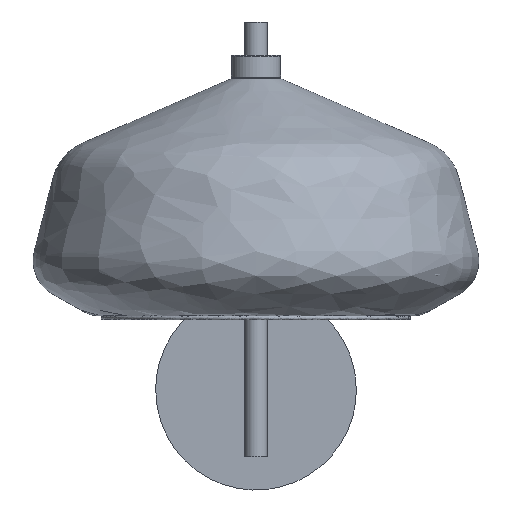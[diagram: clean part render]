
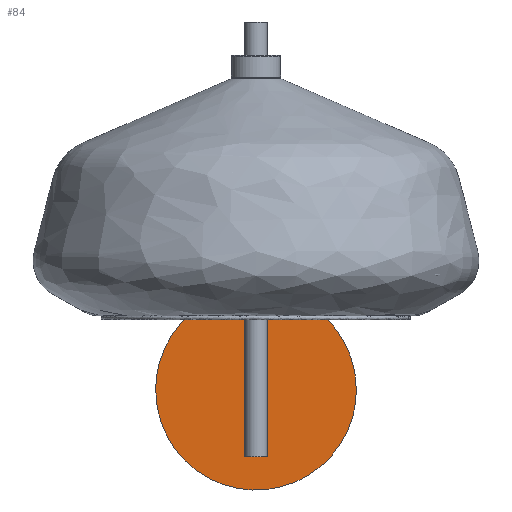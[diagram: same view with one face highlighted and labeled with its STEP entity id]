
A CAD part, front view. The second image highlights one B-rep face of the part: STEP entity #84.
In plain terms, the highlighted planar face has unit normal (0, -1, 0).
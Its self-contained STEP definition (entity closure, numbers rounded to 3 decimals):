
#84=ADVANCED_FACE('',(#131),#606,.T.);
#131=FACE_OUTER_BOUND('',#178,.T.);
#178=EDGE_LOOP('',(#229,#230));
#229=ORIENTED_EDGE('',*,*,#397,.T.);
#230=ORIENTED_EDGE('',*,*,#400,.T.);
#397=EDGE_CURVE('',#552,#554,#489,.T.);
#400=EDGE_CURVE('',#554,#552,#492,.T.);
#489=(
BOUNDED_CURVE()
B_SPLINE_CURVE(2,(#780,#781,#782,#783,#784),.UNSPECIFIED.,.F.,.F.)
B_SPLINE_CURVE_WITH_KNOTS((3,2,3),(0.,70.686,141.372),
 .UNSPECIFIED.)
CURVE()
GEOMETRIC_REPRESENTATION_ITEM()
RATIONAL_B_SPLINE_CURVE((1.,0.707,1.,0.707,1.))
REPRESENTATION_ITEM('')
);
#492=(
BOUNDED_CURVE()
B_SPLINE_CURVE(2,(#792,#793,#794,#795,#796),.UNSPECIFIED.,.F.,.F.)
B_SPLINE_CURVE_WITH_KNOTS((3,2,3),(141.372,212.058,282.743),
 .UNSPECIFIED.)
CURVE()
GEOMETRIC_REPRESENTATION_ITEM()
RATIONAL_B_SPLINE_CURVE((1.,0.707,1.,0.707,1.))
REPRESENTATION_ITEM('')
);
#552=VERTEX_POINT('',#770);
#554=VERTEX_POINT('',#772);
#606=PLANE('',#716);
#716=AXIS2_PLACEMENT_3D('',#767,#741,$);
#741=DIRECTION('',(0.,-1.,0.));
#767=CARTESIAN_POINT('',(-1204.999,105.,304.397));
#770=CARTESIAN_POINT('',(-1103.749,105.,360.647));
#772=CARTESIAN_POINT('',(-1193.749,105.,360.647));
#780=CARTESIAN_POINT('',(-1103.749,105.,360.647));
#781=CARTESIAN_POINT('',(-1103.749,105.,405.647));
#782=CARTESIAN_POINT('',(-1148.749,105.,405.647));
#783=CARTESIAN_POINT('',(-1193.749,105.,405.647));
#784=CARTESIAN_POINT('',(-1193.749,105.,360.647));
#792=CARTESIAN_POINT('',(-1193.749,105.,360.647));
#793=CARTESIAN_POINT('',(-1193.749,105.,315.647));
#794=CARTESIAN_POINT('',(-1148.749,105.,315.647));
#795=CARTESIAN_POINT('',(-1103.749,105.,315.647));
#796=CARTESIAN_POINT('',(-1103.749,105.,360.647));
